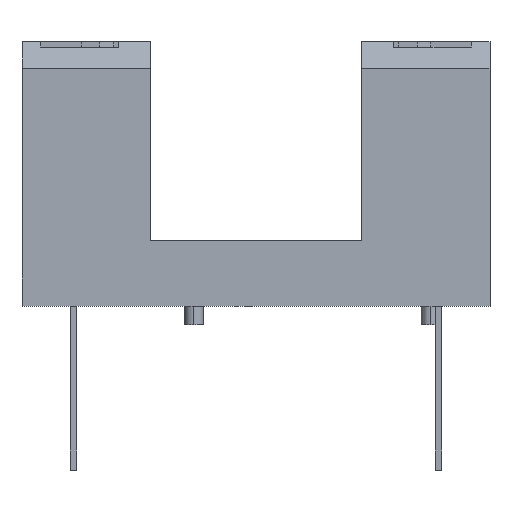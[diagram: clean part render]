
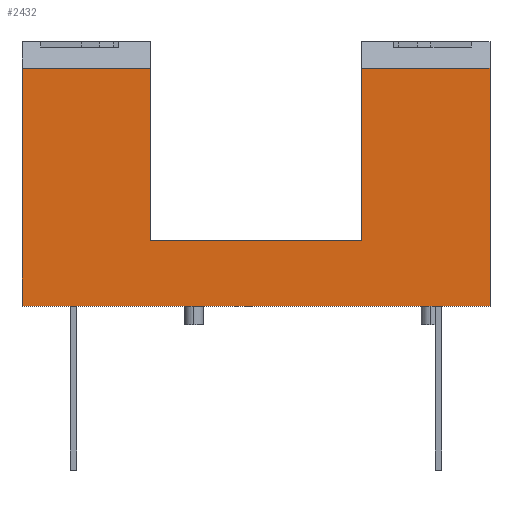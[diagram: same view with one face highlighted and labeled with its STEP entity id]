
A CAD part, top view. The second image highlights one B-rep face of the part: STEP entity #2432.
In plain terms, the highlighted planar face has unit normal (0, 0, 1).
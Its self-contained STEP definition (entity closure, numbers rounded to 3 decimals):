
#1 = VERTEX_POINT ( 'NONE', #706 ) ;
#3 = EDGE_CURVE ( 'NONE', #217, #1, #717, .T. ) ;
#119 = EDGE_CURVE ( 'NONE', #2593, #390, #1142, .T. ) ;
#172 = EDGE_CURVE ( 'NONE', #342, #2100, #1325, .T. ) ;
#196 = ORIENTED_EDGE ( 'NONE', *, *, #601, .T. ) ;
#217 = VERTEX_POINT ( 'NONE', #1654 ) ;
#268 = ORIENTED_EDGE ( 'NONE', *, *, #119, .T. ) ;
#276 = EDGE_CURVE ( 'NONE', #2593, #2523, #2078, .T. ) ;
#332 = ORIENTED_EDGE ( 'NONE', *, *, #493, .T. ) ;
#342 = VERTEX_POINT ( 'NONE', #2307 ) ;
#353 = ORIENTED_EDGE ( 'NONE', *, *, #3, .T. ) ;
#390 = VERTEX_POINT ( 'NONE', #1433 ) ;
#393 = EDGE_CURVE ( 'NONE', #1196, #1, #1441, .T. ) ;
#493 = EDGE_CURVE ( 'NONE', #390, #217, #781, .T. ) ;
#569 = ORIENTED_EDGE ( 'NONE', *, *, #172, .F. ) ;
#601 = EDGE_CURVE ( 'NONE', #1196, #2100, #1266, .T. ) ;
#612 = EDGE_CURVE ( 'NONE', #2523, #342, #1329, .T. ) ;
#663 = ORIENTED_EDGE ( 'NONE', *, *, #612, .F. ) ;
#706 = CARTESIAN_POINT ( 'NONE',  ( 15.75, 0., 1.75 ) ) ;
#717 = LINE ( 'NONE', #718, #719 ) ;
#718 = CARTESIAN_POINT ( 'NONE',  ( -1.95, 0., 1.75 ) ) ;
#719 = VECTOR ( 'NONE', #720, 1000. ) ;
#720 = DIRECTION ( 'NONE',  ( 1., 0., 0. ) ) ;
#722 = ORIENTED_EDGE ( 'NONE', *, *, #393, .F. ) ;
#781 = LINE ( 'NONE', #782, #783 ) ;
#782 = CARTESIAN_POINT ( 'NONE',  ( -1.95, 10., 1.75 ) ) ;
#783 = VECTOR ( 'NONE', #784, 1000. ) ;
#784 = DIRECTION ( 'NONE',  ( 0., -1., 0. ) ) ;
#1142 = LINE ( 'NONE', #1145, #1146 ) ;
#1145 = CARTESIAN_POINT ( 'NONE',  ( -1.95, 9., 1.75 ) ) ;
#1146 = VECTOR ( 'NONE', #1147, 1000. ) ;
#1147 = DIRECTION ( 'NONE',  ( -1., 0., 0. ) ) ;
#1196 = VERTEX_POINT ( 'NONE', #2210 ) ;
#1266 = LINE ( 'NONE', #1267, #1269 ) ;
#1267 = CARTESIAN_POINT ( 'NONE',  ( -1.95, 9., 1.75 ) ) ;
#1269 = VECTOR ( 'NONE', #1270, 1000. ) ;
#1270 = DIRECTION ( 'NONE',  ( -1., 0., 0. ) ) ;
#1325 = LINE ( 'NONE', #1326, #1327 ) ;
#1326 = CARTESIAN_POINT ( 'NONE',  ( 10.9, 10., 1.75 ) ) ;
#1327 = VECTOR ( 'NONE', #1328, 1000. ) ;
#1328 = DIRECTION ( 'NONE',  ( 0., 1., 0. ) ) ;
#1329 = LINE ( 'NONE', #1330, #1331 ) ;
#1330 = CARTESIAN_POINT ( 'NONE',  ( 2.9, 2.5, 1.75 ) ) ;
#1331 = VECTOR ( 'NONE', #1332, 1000. ) ;
#1332 = DIRECTION ( 'NONE',  ( 1., 0., 0. ) ) ;
#1433 = CARTESIAN_POINT ( 'NONE',  ( -1.95, 9., 1.75 ) ) ;
#1441 = LINE ( 'NONE', #1442, #1443 ) ;
#1442 = CARTESIAN_POINT ( 'NONE',  ( 15.75, 10., 1.75 ) ) ;
#1443 = VECTOR ( 'NONE', #1444, 1000. ) ;
#1444 = DIRECTION ( 'NONE',  ( 0., -1., 0. ) ) ;
#1466 = CARTESIAN_POINT ( 'NONE',  ( 10.9, 9., 1.75 ) ) ;
#1654 = CARTESIAN_POINT ( 'NONE',  ( -1.95, 0., 1.75 ) ) ;
#1687 = FACE_OUTER_BOUND ( 'NONE', #2341, .T. ) ;
#1688 = PLANE ( 'NONE',  #1689 ) ;
#1689 = AXIS2_PLACEMENT_3D ( 'NONE', #1690, #1691, #1692 ) ;
#1690 = CARTESIAN_POINT ( 'NONE',  ( -1.95, 10., 1.75 ) ) ;
#1691 = DIRECTION ( 'NONE',  ( 0., 0., -1. ) ) ;
#1692 = DIRECTION ( 'NONE',  ( -1., 0., 0. ) ) ;
#1751 = CARTESIAN_POINT ( 'NONE',  ( 2.9, 2.5, 1.75 ) ) ;
#1929 = CARTESIAN_POINT ( 'NONE',  ( 2.9, 9., 1.75 ) ) ;
#2078 = LINE ( 'NONE', #2079, #2080 ) ;
#2079 = CARTESIAN_POINT ( 'NONE',  ( 2.9, 10., 1.75 ) ) ;
#2080 = VECTOR ( 'NONE', #2081, 1000. ) ;
#2081 = DIRECTION ( 'NONE',  ( 0., -1., 0. ) ) ;
#2100 = VERTEX_POINT ( 'NONE', #1466 ) ;
#2210 = CARTESIAN_POINT ( 'NONE',  ( 15.75, 9., 1.75 ) ) ;
#2307 = CARTESIAN_POINT ( 'NONE',  ( 10.9, 2.5, 1.75 ) ) ;
#2341 = EDGE_LOOP ( 'NONE', ( #722, #196, #569, #663, #2617, #268, #332, #353 ) ) ;
#2432 = ADVANCED_FACE ( 'NONE', ( #1687 ), #1688, .F. ) ;
#2523 = VERTEX_POINT ( 'NONE', #1751 ) ;
#2593 = VERTEX_POINT ( 'NONE', #1929 ) ;
#2617 = ORIENTED_EDGE ( 'NONE', *, *, #276, .F. ) ;
